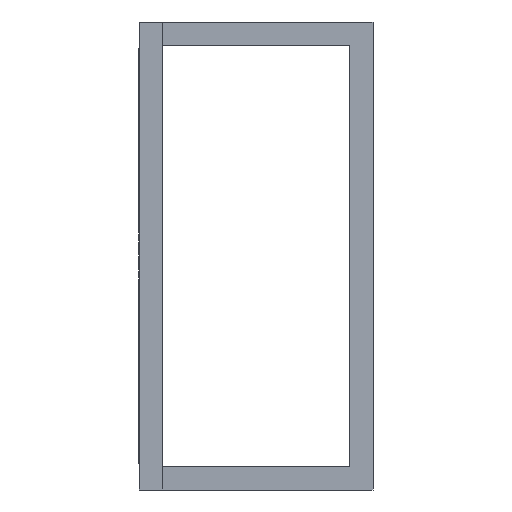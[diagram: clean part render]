
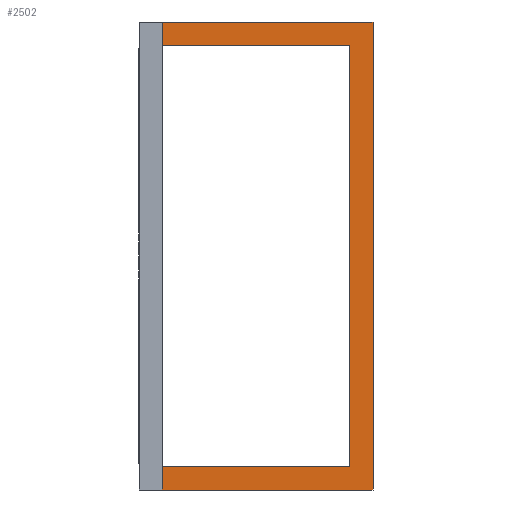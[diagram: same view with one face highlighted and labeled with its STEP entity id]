
A CAD part, left-side view. The second image highlights one B-rep face of the part: STEP entity #2502.
In plain terms, the highlighted planar face has unit normal (-1, 0, 0).
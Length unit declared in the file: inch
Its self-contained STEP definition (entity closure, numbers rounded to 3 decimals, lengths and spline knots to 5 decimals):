
#39 = CARTESIAN_POINT ( 'NONE',  ( -7.275, 12.9, 0.9 ) ) ;
#76 = VERTEX_POINT ( 'NONE', #409 ) ;
#257 = DIRECTION ( 'NONE',  ( 1., 0., 0. ) ) ;
#272 = EDGE_CURVE ( 'NONE', #2243, #3277, #1634, .T. ) ;
#295 = AXIS2_PLACEMENT_3D ( 'NONE', #3015, #257, #2342 ) ;
#306 = CARTESIAN_POINT ( 'NONE',  ( -7.275, 12.9, 6.83363 ) ) ;
#402 = ORIENTED_EDGE ( 'NONE', *, *, #3023, .T. ) ;
#409 = CARTESIAN_POINT ( 'NONE',  ( -7.275, 12.9, 0.9 ) ) ;
#454 = DIRECTION ( 'NONE',  ( 0., -1., 0. ) ) ;
#529 = CARTESIAN_POINT ( 'NONE',  ( -7.275, 12.9, -1. ) ) ;
#611 = EDGE_CURVE ( 'NONE', #76, #1068, #1538, .T. ) ;
#642 = CARTESIAN_POINT ( 'NONE',  ( -7.275, 12., -1. ) ) ;
#876 = CARTESIAN_POINT ( 'NONE',  ( -7.275, 12.1, -0.9 ) ) ;
#923 = DIRECTION ( 'NONE',  ( 0., 0., -1. ) ) ;
#930 = PLANE ( 'NONE',  #295 ) ;
#951 = VERTEX_POINT ( 'NONE', #2345 ) ;
#996 = CARTESIAN_POINT ( 'NONE',  ( -7.275, 12.1, 0.9 ) ) ;
#1068 = VERTEX_POINT ( 'NONE', #2663 ) ;
#1083 = CARTESIAN_POINT ( 'NONE',  ( -7.275, 12.9, 6.83363 ) ) ;
#1105 = CARTESIAN_POINT ( 'NONE',  ( -7.275, 12., 1. ) ) ;
#1134 = ORIENTED_EDGE ( 'NONE', *, *, #2395, .T. ) ;
#1190 = VECTOR ( 'NONE', #454, 39.37008 ) ;
#1279 = ORIENTED_EDGE ( 'NONE', *, *, #1919, .T. ) ;
#1346 = DIRECTION ( 'NONE',  ( 0., -1., 0. ) ) ;
#1348 = EDGE_CURVE ( 'NONE', #2725, #2243, #2077, .T. ) ;
#1490 = VECTOR ( 'NONE', #923, 39.37008 ) ;
#1538 = LINE ( 'NONE', #39, #2923 ) ;
#1573 = DIRECTION ( 'NONE',  ( 0., 0., -1. ) ) ;
#1596 = VECTOR ( 'NONE', #2840, 39.37008 ) ;
#1634 = LINE ( 'NONE', #3754, #1596 ) ;
#1699 = CARTESIAN_POINT ( 'NONE',  ( -7.275, 12.9, -0.9 ) ) ;
#1744 = VECTOR ( 'NONE', #1972, 39.37008 ) ;
#1822 = LINE ( 'NONE', #996, #3301 ) ;
#1919 = EDGE_CURVE ( 'NONE', #3856, #2725, #3134, .T. ) ;
#1930 = EDGE_CURVE ( 'NONE', #951, #2674, #2582, .T. ) ;
#1937 = DIRECTION ( 'NONE',  ( 0., 0., -1. ) ) ;
#1940 = ORIENTED_EDGE ( 'NONE', *, *, #611, .T. ) ;
#1972 = DIRECTION ( 'NONE',  ( 0., 1., 0. ) ) ;
#1977 = EDGE_CURVE ( 'NONE', #2674, #3277, #2006, .T. ) ;
#2006 = LINE ( 'NONE', #2845, #3682 ) ;
#2026 = ORIENTED_EDGE ( 'NONE', *, *, #1977, .F. ) ;
#2077 = LINE ( 'NONE', #306, #1490 ) ;
#2243 = VERTEX_POINT ( 'NONE', #529 ) ;
#2342 = DIRECTION ( 'NONE',  ( 0., 0., -1. ) ) ;
#2345 = CARTESIAN_POINT ( 'NONE',  ( -7.275, 12.9, 1. ) ) ;
#2395 = EDGE_CURVE ( 'NONE', #1068, #3856, #1822, .T. ) ;
#2399 = ORIENTED_EDGE ( 'NONE', *, *, #1930, .F. ) ;
#2444 = ORIENTED_EDGE ( 'NONE', *, *, #1348, .T. ) ;
#2502 = ADVANCED_FACE ( 'NONE', ( #2978 ), #930, .F. ) ;
#2582 = LINE ( 'NONE', #3717, #1190 ) ;
#2663 = CARTESIAN_POINT ( 'NONE',  ( -7.275, 12.1, 0.9 ) ) ;
#2674 = VERTEX_POINT ( 'NONE', #1105 ) ;
#2725 = VERTEX_POINT ( 'NONE', #3482 ) ;
#2840 = DIRECTION ( 'NONE',  ( 0., -1., 0. ) ) ;
#2845 = CARTESIAN_POINT ( 'NONE',  ( -7.275, 12., 6.83363 ) ) ;
#2874 = LINE ( 'NONE', #1083, #3365 ) ;
#2923 = VECTOR ( 'NONE', #1346, 39.37008 ) ;
#2978 = FACE_OUTER_BOUND ( 'NONE', #3318, .T. ) ;
#3015 = CARTESIAN_POINT ( 'NONE',  ( -7.275, 0., 6.83363 ) ) ;
#3023 = EDGE_CURVE ( 'NONE', #951, #76, #2874, .T. ) ;
#3134 = LINE ( 'NONE', #1699, #1744 ) ;
#3141 = DIRECTION ( 'NONE',  ( 0., 0., -1. ) ) ;
#3277 = VERTEX_POINT ( 'NONE', #642 ) ;
#3301 = VECTOR ( 'NONE', #1573, 39.37008 ) ;
#3318 = EDGE_LOOP ( 'NONE', ( #1279, #2444, #3357, #2026, #2399, #402, #1940, #1134 ) ) ;
#3357 = ORIENTED_EDGE ( 'NONE', *, *, #272, .T. ) ;
#3365 = VECTOR ( 'NONE', #3141, 39.37008 ) ;
#3482 = CARTESIAN_POINT ( 'NONE',  ( -7.275, 12.9, -0.9 ) ) ;
#3682 = VECTOR ( 'NONE', #1937, 39.37008 ) ;
#3717 = CARTESIAN_POINT ( 'NONE',  ( -7.275, 0., 1. ) ) ;
#3754 = CARTESIAN_POINT ( 'NONE',  ( -7.275, 0., -1. ) ) ;
#3856 = VERTEX_POINT ( 'NONE', #876 ) ;
